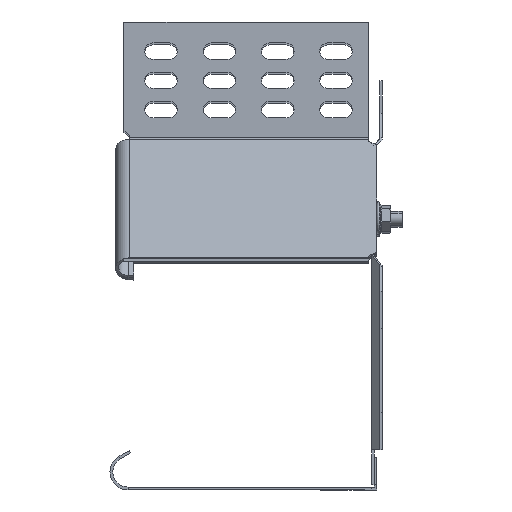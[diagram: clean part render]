
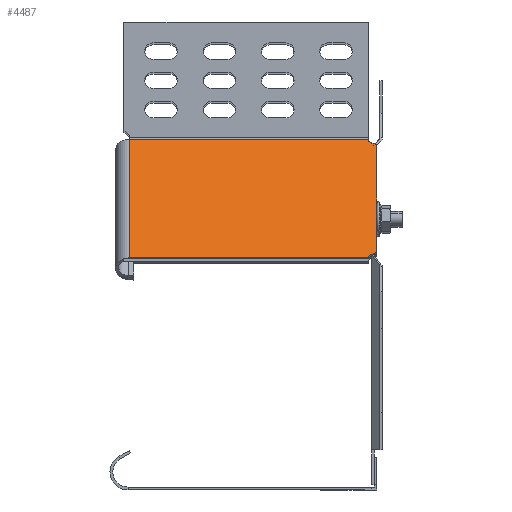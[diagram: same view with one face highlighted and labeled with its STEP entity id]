
A CAD part, left-side view. The second image highlights one B-rep face of the part: STEP entity #4487.
In plain terms, the highlighted face is planar.
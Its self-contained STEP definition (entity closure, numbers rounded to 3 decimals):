
#46 = CARTESIAN_POINT ( 'NONE',  ( 32.838, 17.855, 0. ) ) ;
#147 = LINE ( 'NONE', #1023, #7735 ) ;
#178 = CARTESIAN_POINT ( 'NONE',  ( 14., 0., 0. ) ) ;
#518 = FACE_OUTER_BOUND ( 'NONE', #4861, .T. ) ;
#663 = EDGE_CURVE ( 'NONE', #8931, #3394, #8289, .T. ) ;
#807 = CARTESIAN_POINT ( 'NONE',  ( -33.511, 19.351, 0. ) ) ;
#815 = PLANE ( 'NONE',  #11673 ) ;
#1023 = CARTESIAN_POINT ( 'NONE',  ( 36., 125., 0. ) ) ;
#1255 = VERTEX_POINT ( 'NONE', #5996 ) ;
#1577 = ORIENTED_EDGE ( 'NONE', *, *, #8705, .F. ) ;
#1607 = VECTOR ( 'NONE', #8777, 1000. ) ;
#1617 = EDGE_CURVE ( 'NONE', #4350, #5665, #7049, .T. ) ;
#1970 = VERTEX_POINT ( 'NONE', #7127 ) ;
#2353 = CARTESIAN_POINT ( 'NONE',  ( -37.039, 17.46, 0. ) ) ;
#2464 = LINE ( 'NONE', #3270, #7404 ) ;
#2475 = CARTESIAN_POINT ( 'NONE',  ( -14., 0., 0. ) ) ;
#2516 = DIRECTION ( 'NONE',  ( 0.707, -0.707, 0. ) ) ;
#2664 = VECTOR ( 'NONE', #8058, 1000. ) ;
#2819 = DIRECTION ( 'NONE',  ( 1., 0., 0. ) ) ;
#2842 = ORIENTED_EDGE ( 'NONE', *, *, #1617, .F. ) ;
#2874 = ORIENTED_EDGE ( 'NONE', *, *, #3988, .F. ) ;
#2970 = LINE ( 'NONE', #178, #2664 ) ;
#3030 = VECTOR ( 'NONE', #12181, 1000. ) ;
#3146 = CARTESIAN_POINT ( 'NONE',  ( 36., 123.5, 0. ) ) ;
#3270 = CARTESIAN_POINT ( 'NONE',  ( -36., 125., 0. ) ) ;
#3394 = VERTEX_POINT ( 'NONE', #12335 ) ;
#3732 = CARTESIAN_POINT ( 'NONE',  ( -33.71, 19.71, 0. ) ) ;
#3774 = CARTESIAN_POINT ( 'NONE',  ( -33.313, 18.991, 0. ) ) ;
#3844 = CARTESIAN_POINT ( 'NONE',  ( -37.039, 123.5, 0. ) ) ;
#3851 = VERTEX_POINT ( 'NONE', #4627 ) ;
#3988 = EDGE_CURVE ( 'NONE', #12292, #8687, #4227, .T. ) ;
#4049 = EDGE_CURVE ( 'NONE', #1255, #3394, #5648, .T. ) ;
#4227 = LINE ( 'NONE', #3844, #1607 ) ;
#4350 = VERTEX_POINT ( 'NONE', #6446 ) ;
#4465 = VERTEX_POINT ( 'NONE', #7660 ) ;
#4487 = ADVANCED_FACE ( 'NONE', ( #518 ), #815, .F. ) ;
#4492 = LINE ( 'NONE', #4765, #6812 ) ;
#4579 = DIRECTION ( 'NONE',  ( 1., 0., 0. ) ) ;
#4621 = ORIENTED_EDGE ( 'NONE', *, *, #6730, .F. ) ;
#4627 = CARTESIAN_POINT ( 'NONE',  ( 35., 21., 0. ) ) ;
#4765 = CARTESIAN_POINT ( 'NONE',  ( 35., 21., 0. ) ) ;
#4769 = CARTESIAN_POINT ( 'NONE',  ( -32.838, 17.855, 0. ) ) ;
#4861 = EDGE_LOOP ( 'NONE', ( #2874, #5376, #4621, #7234, #10198, #9593, #5451, #1577, #2842, #5475 ) ) ;
#5376 = ORIENTED_EDGE ( 'NONE', *, *, #11455, .T. ) ;
#5451 = ORIENTED_EDGE ( 'NONE', *, *, #12083, .F. ) ;
#5475 = ORIENTED_EDGE ( 'NONE', *, *, #12379, .F. ) ;
#5648 = B_SPLINE_CURVE_WITH_KNOTS ( 'NONE', 3,
 ( #5941, #10883, #11872, #5981, #46, #6958 ),
 .UNSPECIFIED., .F., .F.,
 ( 4, 2, 4 ),
 ( 0.003, 0.004, 0.005 ),
 .UNSPECIFIED. ) ;
#5665 = VERTEX_POINT ( 'NONE', #11434 ) ;
#5873 = VECTOR ( 'NONE', #2516, 1000. ) ;
#5941 = CARTESIAN_POINT ( 'NONE',  ( 33.71, 19.71, 0. ) ) ;
#5981 = CARTESIAN_POINT ( 'NONE',  ( 32.976, 18.242, 0. ) ) ;
#5996 = CARTESIAN_POINT ( 'NONE',  ( 33.71, 19.71, 0. ) ) ;
#6397 = B_SPLINE_CURVE_WITH_KNOTS ( 'NONE', 3,
 ( #3732, #807, #3774, #10699, #4769, #11677 ),
 .UNSPECIFIED., .F., .F.,
 ( 4, 2, 4 ),
 ( 0.003, 0.004, 0.005 ),
 .UNSPECIFIED. ) ;
#6446 = CARTESIAN_POINT ( 'NONE',  ( -36., 21., 0. ) ) ;
#6730 = EDGE_CURVE ( 'NONE', #3851, #1970, #4492, .T. ) ;
#6812 = VECTOR ( 'NONE', #11670, 1000. ) ;
#6958 = CARTESIAN_POINT ( 'NONE',  ( 32.728, 17.46, 0. ) ) ;
#7049 = LINE ( 'NONE', #9460, #11669 ) ;
#7127 = CARTESIAN_POINT ( 'NONE',  ( 36., 21., 0. ) ) ;
#7234 = ORIENTED_EDGE ( 'NONE', *, *, #7451, .F. ) ;
#7404 = VECTOR ( 'NONE', #9122, 1000. ) ;
#7451 = EDGE_CURVE ( 'NONE', #1255, #3851, #2970, .T. ) ;
#7660 = CARTESIAN_POINT ( 'NONE',  ( -33.71, 19.71, 0. ) ) ;
#7735 = VECTOR ( 'NONE', #10958, 1000. ) ;
#7742 = CARTESIAN_POINT ( 'NONE',  ( -37.039, 125., 0. ) ) ;
#8058 = DIRECTION ( 'NONE',  ( 0.707, 0.707, 0. ) ) ;
#8289 = LINE ( 'NONE', #2353, #3030 ) ;
#8347 = CARTESIAN_POINT ( 'NONE',  ( -36., 123.5, 0. ) ) ;
#8502 = LINE ( 'NONE', #2475, #5873 ) ;
#8687 = VERTEX_POINT ( 'NONE', #8347 ) ;
#8705 = EDGE_CURVE ( 'NONE', #5665, #4465, #8502, .T. ) ;
#8724 = DIRECTION ( 'NONE',  ( 0., 0., 1. ) ) ;
#8777 = DIRECTION ( 'NONE',  ( -1., 0., 0. ) ) ;
#8931 = VERTEX_POINT ( 'NONE', #12673 ) ;
#9122 = DIRECTION ( 'NONE',  ( 0., -1., 0. ) ) ;
#9460 = CARTESIAN_POINT ( 'NONE',  ( -35., 21., 0. ) ) ;
#9593 = ORIENTED_EDGE ( 'NONE', *, *, #663, .F. ) ;
#10198 = ORIENTED_EDGE ( 'NONE', *, *, #4049, .T. ) ;
#10699 = CARTESIAN_POINT ( 'NONE',  ( -32.976, 18.242, 0. ) ) ;
#10883 = CARTESIAN_POINT ( 'NONE',  ( 33.511, 19.351, 0. ) ) ;
#10958 = DIRECTION ( 'NONE',  ( 0., -1., 0. ) ) ;
#11434 = CARTESIAN_POINT ( 'NONE',  ( -35., 21., 0. ) ) ;
#11455 = EDGE_CURVE ( 'NONE', #12292, #1970, #147, .T. ) ;
#11669 = VECTOR ( 'NONE', #4579, 1000. ) ;
#11670 = DIRECTION ( 'NONE',  ( 1., 0., 0. ) ) ;
#11673 = AXIS2_PLACEMENT_3D ( 'NONE', #7742, #8724, #2819 ) ;
#11677 = CARTESIAN_POINT ( 'NONE',  ( -32.728, 17.46, 0. ) ) ;
#11872 = CARTESIAN_POINT ( 'NONE',  ( 33.313, 18.991, 0. ) ) ;
#12083 = EDGE_CURVE ( 'NONE', #4465, #8931, #6397, .T. ) ;
#12181 = DIRECTION ( 'NONE',  ( 1., 0., 0. ) ) ;
#12292 = VERTEX_POINT ( 'NONE', #3146 ) ;
#12335 = CARTESIAN_POINT ( 'NONE',  ( 32.728, 17.46, 0. ) ) ;
#12379 = EDGE_CURVE ( 'NONE', #8687, #4350, #2464, .T. ) ;
#12673 = CARTESIAN_POINT ( 'NONE',  ( -32.728, 17.46, 0. ) ) ;
